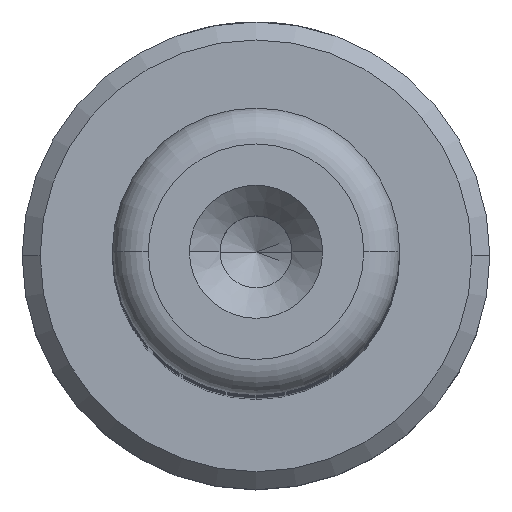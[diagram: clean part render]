
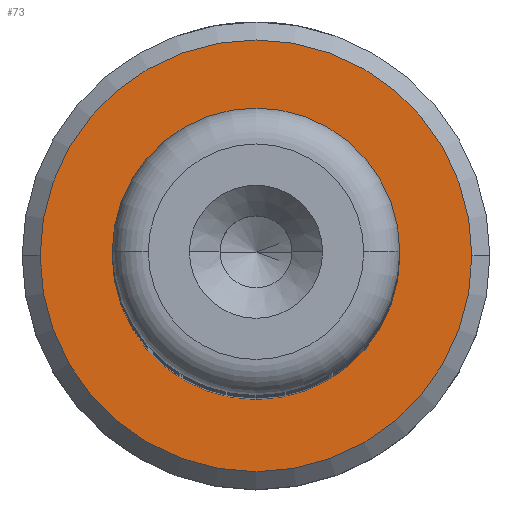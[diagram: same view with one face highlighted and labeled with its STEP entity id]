
A CAD part, top view. The second image highlights one B-rep face of the part: STEP entity #73.
In plain terms, the highlighted planar face has unit normal (0, 0, 1).
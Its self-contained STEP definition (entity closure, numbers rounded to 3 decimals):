
#24 = ORIENTED_EDGE ( 'NONE', *, *, #2202, .T. ) ;
#73 = ADVANCED_FACE ( 'NONE', ( #941, #2018 ), #467, .T. ) ;
#200 = CARTESIAN_POINT ( 'NONE',  ( 0., 0., 13. ) ) ;
#218 = ORIENTED_EDGE ( 'NONE', *, *, #1819, .T. ) ;
#303 = CARTESIAN_POINT ( 'NONE',  ( 0., 0., 13. ) ) ;
#320 = AXIS2_PLACEMENT_3D ( 'NONE', #1122, #2658, #1332 ) ;
#351 = CIRCLE ( 'NONE', #1446, 3.6 ) ;
#429 = DIRECTION ( 'NONE',  ( 1., 0., 0. ) ) ;
#437 = CARTESIAN_POINT ( 'NONE',  ( -3.6, 0., 13. ) ) ;
#467 = PLANE ( 'NONE',  #1695 ) ;
#529 = DIRECTION ( 'NONE',  ( 1., 0., 0. ) ) ;
#579 = CARTESIAN_POINT ( 'NONE',  ( -6., 0., 13. ) ) ;
#589 = EDGE_CURVE ( 'NONE', #1767, #1493, #351, .T. ) ;
#921 = CARTESIAN_POINT ( 'NONE',  ( 0., 0., 13. ) ) ;
#941 = FACE_OUTER_BOUND ( 'NONE', #1207, .T. ) ;
#1079 = CARTESIAN_POINT ( 'NONE',  ( 3.6, 0., 13. ) ) ;
#1122 = CARTESIAN_POINT ( 'NONE',  ( 0., 0., 13. ) ) ;
#1135 = DIRECTION ( 'NONE',  ( 0., 0., 1. ) ) ;
#1207 = EDGE_LOOP ( 'NONE', ( #2474, #24 ) ) ;
#1242 = CIRCLE ( 'NONE', #1854, 6. ) ;
#1257 = VERTEX_POINT ( 'NONE', #579 ) ;
#1285 = DIRECTION ( 'NONE',  ( 0., 0., -1. ) ) ;
#1292 = DIRECTION ( 'NONE',  ( 1., 0., 0. ) ) ;
#1332 = DIRECTION ( 'NONE',  ( -1., 0., 0. ) ) ;
#1374 = CARTESIAN_POINT ( 'NONE',  ( 6., 0., 13. ) ) ;
#1446 = AXIS2_PLACEMENT_3D ( 'NONE', #2609, #1285, #2828 ) ;
#1481 = AXIS2_PLACEMENT_3D ( 'NONE', #303, #1816, #529 ) ;
#1493 = VERTEX_POINT ( 'NONE', #1079 ) ;
#1695 = AXIS2_PLACEMENT_3D ( 'NONE', #921, #1135, #1292 ) ;
#1725 = DIRECTION ( 'NONE',  ( 0., 0., 1. ) ) ;
#1767 = VERTEX_POINT ( 'NONE', #437 ) ;
#1816 = DIRECTION ( 'NONE',  ( 0., 0., 1. ) ) ;
#1819 = EDGE_CURVE ( 'NONE', #1493, #1767, #1993, .T. ) ;
#1848 = CIRCLE ( 'NONE', #1481, 6. ) ;
#1854 = AXIS2_PLACEMENT_3D ( 'NONE', #200, #1725, #429 ) ;
#1919 = EDGE_CURVE ( 'NONE', #1257, #2417, #1848, .T. ) ;
#1956 = EDGE_LOOP ( 'NONE', ( #2585, #218 ) ) ;
#1993 = CIRCLE ( 'NONE', #320, 3.6 ) ;
#2018 = FACE_BOUND ( 'NONE', #1956, .T. ) ;
#2202 = EDGE_CURVE ( 'NONE', #2417, #1257, #1242, .T. ) ;
#2417 = VERTEX_POINT ( 'NONE', #1374 ) ;
#2474 = ORIENTED_EDGE ( 'NONE', *, *, #1919, .T. ) ;
#2585 = ORIENTED_EDGE ( 'NONE', *, *, #589, .T. ) ;
#2609 = CARTESIAN_POINT ( 'NONE',  ( 0., 0., 13. ) ) ;
#2658 = DIRECTION ( 'NONE',  ( 0., 0., -1. ) ) ;
#2828 = DIRECTION ( 'NONE',  ( -1., 0., 0. ) ) ;
